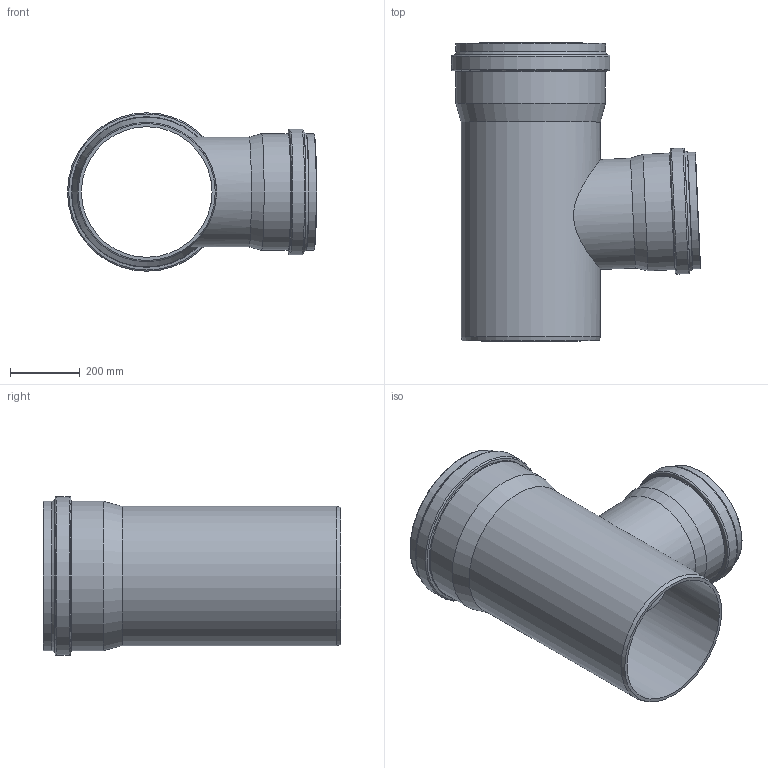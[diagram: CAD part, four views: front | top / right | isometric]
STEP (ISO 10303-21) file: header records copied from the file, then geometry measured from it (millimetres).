
FILE_DESCRIPTION(/* description */ (''),/* implementation_level */ '2;1');
FILE_NAME(/* name */ '774970z.stp',/* time_stamp */ '2025-07-11T07:14:47+02:00',/* author */ ('corinna'),/* organization */ (''),/* preprocessor_version */ 'ST-DEVELOPER v20',/* originating_system */ 'Autodesk Inventor 2024',/* authorisation */ '');
FILE_SCHEMA (('AUTOMOTIVE_DESIGN { 1 0 10303 214 3 1 1 }'));
Length unit declared in the file: millimetre
Products named in the file (1): 774970z
Bounding box: 715 x 855 x 455 mm (x, y, z)
Volume: 15453922 mm3; surface area: 2734897.4 mm2
Topology: 1 solids, 1 shells, 70 faces, 192 edges, 125 vertices
Faces by surface type: torus 27, cone 20, cylinder 18, plane 5
Full cylindrical faces by diameter (mm): 295.3 x1, 315.3 x1, 317.1 x1, 317.5 x2, 334.7 x1, 335.1 x1, 343.2 x1, 360.8 x1, 375 x1, 400 x1, 406.4 x1, 406.8 x2, 429 x1, 429.4 x1, 432.4 x1, 455 x1
Entity records: 2515 total; most frequent: CARTESIAN_POINT 554, DIRECTION 474, ORIENTED_EDGE 384, AXIS2_PLACEMENT_3D 217, EDGE_CURVE 192, CIRCLE 146, VERTEX_POINT 125, EDGE_LOOP 75
